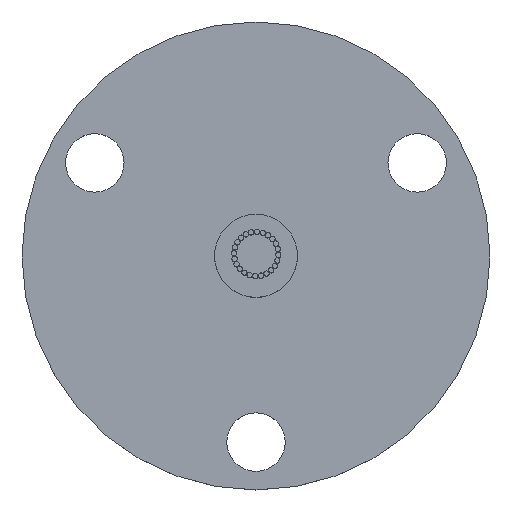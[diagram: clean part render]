
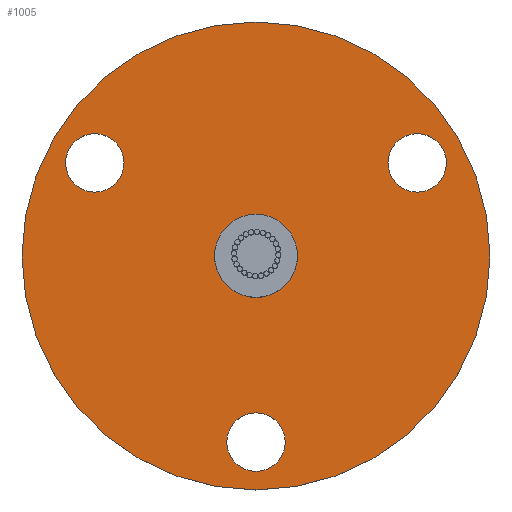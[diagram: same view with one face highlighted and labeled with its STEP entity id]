
A CAD part, top view. The second image highlights one B-rep face of the part: STEP entity #1005.
In plain terms, the highlighted planar face has unit normal (0, 0, 1).
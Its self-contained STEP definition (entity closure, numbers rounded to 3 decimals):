
#54 = CARTESIAN_POINT ( 'NONE',  ( 0., 0., 2.4 ) ) ;
#55 = AXIS2_PLACEMENT_3D ( 'NONE', #54, #2763, #732 ) ;
#60 = DIRECTION ( 'NONE',  ( 0., 0., 1. ) ) ;
#140 = EDGE_LOOP ( 'NONE', ( #1654, #4138 ) ) ;
#245 = ORIENTED_EDGE ( 'NONE', *, *, #636, .F. ) ;
#258 = VERTEX_POINT ( 'NONE', #1852 ) ;
#290 = DIRECTION ( 'NONE',  ( 1., 0., 0. ) ) ;
#295 = DIRECTION ( 'NONE',  ( 1., 0., 0. ) ) ;
#297 = AXIS2_PLACEMENT_3D ( 'NONE', #2780, #747, #3118 ) ;
#405 = CARTESIAN_POINT ( 'NONE',  ( 3.9, 0., 2.4 ) ) ;
#408 = ORIENTED_EDGE ( 'NONE', *, *, #4170, .F. ) ;
#485 = AXIS2_PLACEMENT_3D ( 'NONE', #4345, #2310, #290 ) ;
#510 = VERTEX_POINT ( 'NONE', #1745 ) ;
#515 = CARTESIAN_POINT ( 'NONE',  ( -15.155, 8.75, 2.4 ) ) ;
#636 = EDGE_CURVE ( 'NONE', #2239, #3766, #4121, .T. ) ;
#648 = VERTEX_POINT ( 'NONE', #405 ) ;
#682 = CARTESIAN_POINT ( 'NONE',  ( 22., 0., 2.4 ) ) ;
#727 = CARTESIAN_POINT ( 'NONE',  ( 12.405, 8.75, 2.4 ) ) ;
#731 = FACE_BOUND ( 'NONE', #2826, .T. ) ;
#732 = DIRECTION ( 'NONE',  ( 1., 0., 0. ) ) ;
#747 = DIRECTION ( 'NONE',  ( 0., 0., 1. ) ) ;
#829 = DIRECTION ( 'NONE',  ( 0., 0., 1. ) ) ;
#832 = DIRECTION ( 'NONE',  ( 0., 0., 1. ) ) ;
#853 = DIRECTION ( 'NONE',  ( 1., 0., 0. ) ) ;
#990 = CIRCLE ( 'NONE', #3586, 2.75 ) ;
#1001 = CARTESIAN_POINT ( 'NONE',  ( 0., -17.5, 2.4 ) ) ;
#1005 = ADVANCED_FACE ( 'NONE', ( #4233, #2645, #2538, #731, #3325 ), #2079, .T. ) ;
#1017 = AXIS2_PLACEMENT_3D ( 'NONE', #4350, #2314, #295 ) ;
#1025 = EDGE_CURVE ( 'NONE', #1187, #2709, #4118, .T. ) ;
#1092 = CIRCLE ( 'NONE', #2907, 22. ) ;
#1187 = VERTEX_POINT ( 'NONE', #1774 ) ;
#1331 = DIRECTION ( 'NONE',  ( 1., 0., 0. ) ) ;
#1483 = CARTESIAN_POINT ( 'NONE',  ( 0., 0., 2.4 ) ) ;
#1500 = CARTESIAN_POINT ( 'NONE',  ( 0., -17.5, 2.4 ) ) ;
#1513 = CIRCLE ( 'NONE', #2557, 3.9 ) ;
#1594 = AXIS2_PLACEMENT_3D ( 'NONE', #2858, #832, #3186 ) ;
#1654 = ORIENTED_EDGE ( 'NONE', *, *, #1025, .T. ) ;
#1705 = EDGE_CURVE ( 'NONE', #648, #2622, #3599, .T. ) ;
#1745 = CARTESIAN_POINT ( 'NONE',  ( -17.905, 8.75, 2.4 ) ) ;
#1774 = CARTESIAN_POINT ( 'NONE',  ( -22., 0., 2.4 ) ) ;
#1790 = EDGE_CURVE ( 'NONE', #2648, #3979, #3378, .T. ) ;
#1837 = DIRECTION ( 'NONE',  ( 1., 0., 0. ) ) ;
#1852 = CARTESIAN_POINT ( 'NONE',  ( -12.405, 8.75, 2.4 ) ) ;
#1853 = DIRECTION ( 'NONE',  ( 1., 0., 0. ) ) ;
#2039 = CIRCLE ( 'NONE', #485, 2.75 ) ;
#2079 = PLANE ( 'NONE',  #55 ) ;
#2084 = CARTESIAN_POINT ( 'NONE',  ( 15.155, 8.75, 2.4 ) ) ;
#2135 = CARTESIAN_POINT ( 'NONE',  ( 17.905, 8.75, 2.4 ) ) ;
#2144 = AXIS2_PLACEMENT_3D ( 'NONE', #1001, #3358, #1331 ) ;
#2239 = VERTEX_POINT ( 'NONE', #727 ) ;
#2310 = DIRECTION ( 'NONE',  ( 0., 0., 1. ) ) ;
#2314 = DIRECTION ( 'NONE',  ( 0., 0., 1. ) ) ;
#2344 = ORIENTED_EDGE ( 'NONE', *, *, #3456, .F. ) ;
#2389 = CARTESIAN_POINT ( 'NONE',  ( -2.75, -17.5, 2.4 ) ) ;
#2422 = DIRECTION ( 'NONE',  ( 1., 0., 0. ) ) ;
#2538 = FACE_OUTER_BOUND ( 'NONE', #140, .T. ) ;
#2557 = AXIS2_PLACEMENT_3D ( 'NONE', #2854, #829, #3181 ) ;
#2622 = VERTEX_POINT ( 'NONE', #3641 ) ;
#2635 = ORIENTED_EDGE ( 'NONE', *, *, #2960, .F. ) ;
#2645 = FACE_BOUND ( 'NONE', #3904, .T. ) ;
#2648 = VERTEX_POINT ( 'NONE', #4024 ) ;
#2709 = VERTEX_POINT ( 'NONE', #682 ) ;
#2763 = DIRECTION ( 'NONE',  ( 0., 0., 1. ) ) ;
#2780 = CARTESIAN_POINT ( 'NONE',  ( 0., 0., 2.4 ) ) ;
#2788 = CIRCLE ( 'NONE', #3344, 2.75 ) ;
#2826 = EDGE_LOOP ( 'NONE', ( #4365, #408 ) ) ;
#2854 = CARTESIAN_POINT ( 'NONE',  ( 0., 0., 2.4 ) ) ;
#2858 = CARTESIAN_POINT ( 'NONE',  ( -15.155, 8.75, 2.4 ) ) ;
#2876 = EDGE_LOOP ( 'NONE', ( #2635, #2991 ) ) ;
#2880 = DIRECTION ( 'NONE',  ( 0., 0., 1. ) ) ;
#2907 = AXIS2_PLACEMENT_3D ( 'NONE', #1483, #3857, #1837 ) ;
#2960 = EDGE_CURVE ( 'NONE', #2622, #648, #1513, .T. ) ;
#2991 = ORIENTED_EDGE ( 'NONE', *, *, #1705, .F. ) ;
#3118 = DIRECTION ( 'NONE',  ( 1., 0., 0. ) ) ;
#3181 = DIRECTION ( 'NONE',  ( 1., 0., 0. ) ) ;
#3186 = DIRECTION ( 'NONE',  ( 1., 0., 0. ) ) ;
#3325 = FACE_BOUND ( 'NONE', #2876, .T. ) ;
#3344 = AXIS2_PLACEMENT_3D ( 'NONE', #1500, #3870, #1853 ) ;
#3347 = ORIENTED_EDGE ( 'NONE', *, *, #1790, .F. ) ;
#3358 = DIRECTION ( 'NONE',  ( 0., 0., 1. ) ) ;
#3378 = CIRCLE ( 'NONE', #2144, 2.75 ) ;
#3411 = EDGE_LOOP ( 'NONE', ( #245, #2344 ) ) ;
#3456 = EDGE_CURVE ( 'NONE', #3766, #2239, #2039, .T. ) ;
#3457 = ORIENTED_EDGE ( 'NONE', *, *, #3775, .F. ) ;
#3586 = AXIS2_PLACEMENT_3D ( 'NONE', #515, #2880, #853 ) ;
#3599 = CIRCLE ( 'NONE', #1017, 3.9 ) ;
#3641 = CARTESIAN_POINT ( 'NONE',  ( -3.9, 0., 2.4 ) ) ;
#3753 = EDGE_CURVE ( 'NONE', #2709, #1187, #1092, .T. ) ;
#3766 = VERTEX_POINT ( 'NONE', #2135 ) ;
#3775 = EDGE_CURVE ( 'NONE', #3979, #2648, #2788, .T. ) ;
#3830 = EDGE_CURVE ( 'NONE', #510, #258, #990, .T. ) ;
#3857 = DIRECTION ( 'NONE',  ( 0., 0., 1. ) ) ;
#3870 = DIRECTION ( 'NONE',  ( 0., 0., 1. ) ) ;
#3904 = EDGE_LOOP ( 'NONE', ( #3457, #3347 ) ) ;
#3979 = VERTEX_POINT ( 'NONE', #2389 ) ;
#4000 = CIRCLE ( 'NONE', #1594, 2.75 ) ;
#4024 = CARTESIAN_POINT ( 'NONE',  ( 2.75, -17.5, 2.4 ) ) ;
#4118 = CIRCLE ( 'NONE', #297, 22. ) ;
#4121 = CIRCLE ( 'NONE', #4346, 2.75 ) ;
#4138 = ORIENTED_EDGE ( 'NONE', *, *, #3753, .T. ) ;
#4170 = EDGE_CURVE ( 'NONE', #258, #510, #4000, .T. ) ;
#4233 = FACE_BOUND ( 'NONE', #3411, .T. ) ;
#4345 = CARTESIAN_POINT ( 'NONE',  ( 15.155, 8.75, 2.4 ) ) ;
#4346 = AXIS2_PLACEMENT_3D ( 'NONE', #2084, #60, #2422 ) ;
#4350 = CARTESIAN_POINT ( 'NONE',  ( 0., 0., 2.4 ) ) ;
#4365 = ORIENTED_EDGE ( 'NONE', *, *, #3830, .F. ) ;
